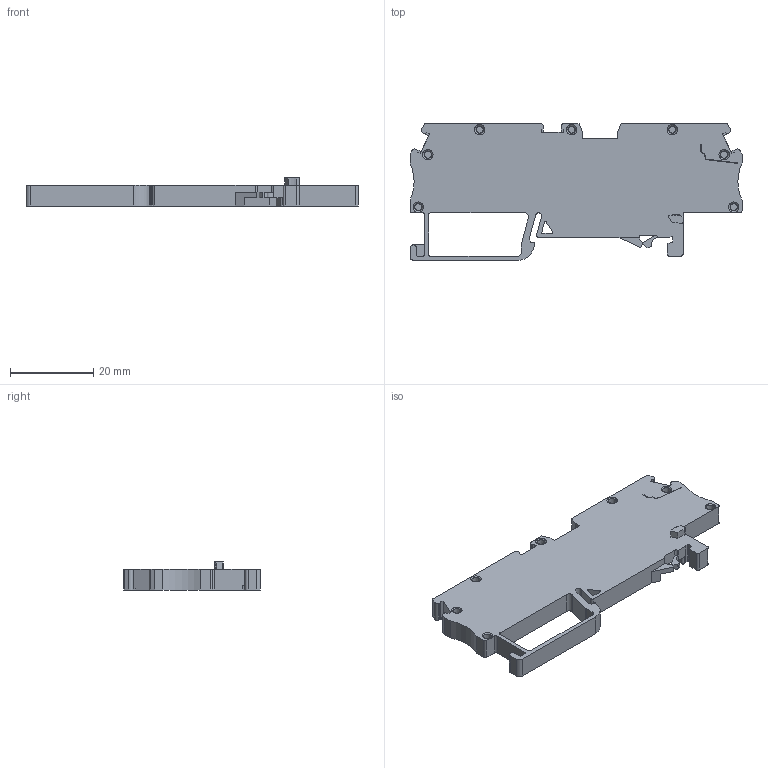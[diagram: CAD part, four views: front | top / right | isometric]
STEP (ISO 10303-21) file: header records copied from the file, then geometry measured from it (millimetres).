
FILE_DESCRIPTION(/* description */ ('Unknown'),/* implementation_level */ '2;1');
FILE_NAME(/* name */ '6DST2.5-2X2H',/* time_stamp */ '2016-10-13T14:30:29+05:00',/* author */ ('Unknown'),/* organization */ ('Unknown'),/* preprocessor_version */ 'ST-DEVELOPER v16',/* originating_system */ 'DEX',/* authorisation */ $);
FILE_SCHEMA (('AUTOMOTIVE_DESIGN {1 0 10303 214 3 1 1}'));
Length unit declared in the file: millimetre
Products named in the file (1): 6DST2.5-2X2H
Bounding box: 80 x 33 x 6.75 mm (x, y, z)
Volume: 8845.7 mm3; surface area: 6724.2 mm2
Topology: 1 solids, 1 shells, 293 faces, 850 edges, 574 vertices
Faces by surface type: plane 174, cylinder 72, torus 20, bspline 16, cone 11
Entity records: 10600 total; most frequent: CARTESIAN_POINT 3079, ORIENTED_EDGE 1630, DIRECTION 1434, EDGE_CURVE 815, VERTEX_POINT 560, LINE 520, VECTOR 520, AXIS2_PLACEMENT_3D 457
